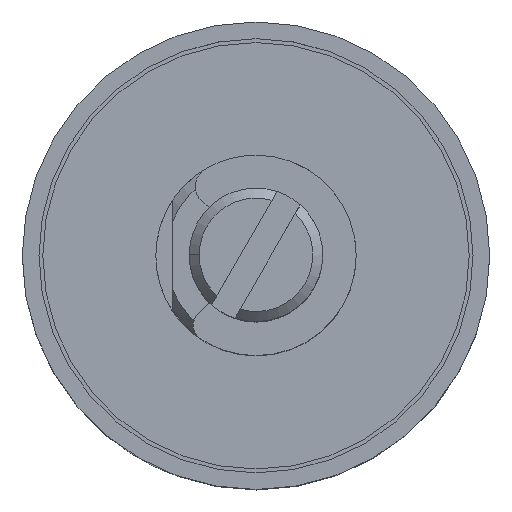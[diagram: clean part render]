
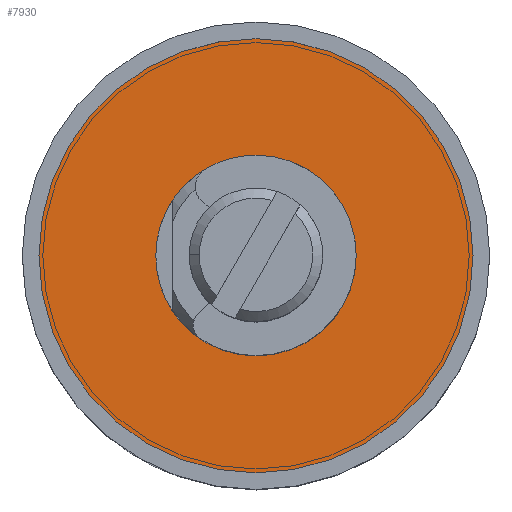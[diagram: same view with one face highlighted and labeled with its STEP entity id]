
A CAD part, top view. The second image highlights one B-rep face of the part: STEP entity #7930.
In plain terms, the highlighted planar face has unit normal (0, 0, 1).
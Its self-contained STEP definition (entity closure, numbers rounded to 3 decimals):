
#374 = CIRCLE ( 'NONE', #6472, 3. ) ;
#1314 = DIRECTION ( 'NONE',  ( -1., 0., 0. ) ) ;
#1454 = AXIS2_PLACEMENT_3D ( 'NONE', #4458, #2874, #10593 ) ;
#1507 = CARTESIAN_POINT ( 'NONE',  ( 6.5, 0., 0.5 ) ) ;
#1545 = EDGE_CURVE ( 'NONE', #2194, #5698, #374, .T. ) ;
#1617 = VERTEX_POINT ( 'NONE', #1507 ) ;
#1812 = EDGE_CURVE ( 'NONE', #5698, #2194, #6241, .T. ) ;
#2194 = VERTEX_POINT ( 'NONE', #7727 ) ;
#2291 = ORIENTED_EDGE ( 'NONE', *, *, #9835, .T. ) ;
#2405 = DIRECTION ( 'NONE',  ( 1., 0., 0. ) ) ;
#2874 = DIRECTION ( 'NONE',  ( 0., 0., 1. ) ) ;
#3679 = ORIENTED_EDGE ( 'NONE', *, *, #1545, .T. ) ;
#3696 = FACE_OUTER_BOUND ( 'NONE', #7774, .T. ) ;
#3766 = DIRECTION ( 'NONE',  ( -1., 0., 0. ) ) ;
#3859 = CARTESIAN_POINT ( 'NONE',  ( -3., 0., 0.5 ) ) ;
#4458 = CARTESIAN_POINT ( 'NONE',  ( 0., 0., 0.5 ) ) ;
#4485 = CIRCLE ( 'NONE', #6819, 6.5 ) ;
#4668 = DIRECTION ( 'NONE',  ( 0., 0., -1. ) ) ;
#4740 = CARTESIAN_POINT ( 'NONE',  ( 0., 0., 0.5 ) ) ;
#4783 = FACE_BOUND ( 'NONE', #8042, .T. ) ;
#5142 = CARTESIAN_POINT ( 'NONE',  ( 3., 0., 0.5 ) ) ;
#5698 = VERTEX_POINT ( 'NONE', #3859 ) ;
#5957 = DIRECTION ( 'NONE',  ( 0., 0., 1. ) ) ;
#6241 = CIRCLE ( 'NONE', #6247, 3. ) ;
#6247 = AXIS2_PLACEMENT_3D ( 'NONE', #8146, #8857, #3766 ) ;
#6472 = AXIS2_PLACEMENT_3D ( 'NONE', #4740, #4668, #1314 ) ;
#6605 = VERTEX_POINT ( 'NONE', #8474 ) ;
#6819 = AXIS2_PLACEMENT_3D ( 'NONE', #7661, #5957, #2405 ) ;
#7403 = AXIS2_PLACEMENT_3D ( 'NONE', #5142, #8601, #7706 ) ;
#7516 = ORIENTED_EDGE ( 'NONE', *, *, #9315, .T. ) ;
#7661 = CARTESIAN_POINT ( 'NONE',  ( 0., 0., 0.5 ) ) ;
#7672 = ORIENTED_EDGE ( 'NONE', *, *, #1812, .T. ) ;
#7706 = DIRECTION ( 'NONE',  ( 1., 0., 0. ) ) ;
#7727 = CARTESIAN_POINT ( 'NONE',  ( 3., 0., 0.5 ) ) ;
#7774 = EDGE_LOOP ( 'NONE', ( #7516, #2291 ) ) ;
#7930 = ADVANCED_FACE ( 'NONE', ( #4783, #3696 ), #10284, .T. ) ;
#8042 = EDGE_LOOP ( 'NONE', ( #7672, #3679 ) ) ;
#8146 = CARTESIAN_POINT ( 'NONE',  ( 0., 0., 0.5 ) ) ;
#8474 = CARTESIAN_POINT ( 'NONE',  ( -6.5, 0., 0.5 ) ) ;
#8601 = DIRECTION ( 'NONE',  ( 0., 0., 1. ) ) ;
#8857 = DIRECTION ( 'NONE',  ( 0., 0., -1. ) ) ;
#9315 = EDGE_CURVE ( 'NONE', #1617, #6605, #11058, .T. ) ;
#9835 = EDGE_CURVE ( 'NONE', #6605, #1617, #4485, .T. ) ;
#10284 = PLANE ( 'NONE',  #7403 ) ;
#10593 = DIRECTION ( 'NONE',  ( 1., 0., 0. ) ) ;
#11058 = CIRCLE ( 'NONE', #1454, 6.5 ) ;
